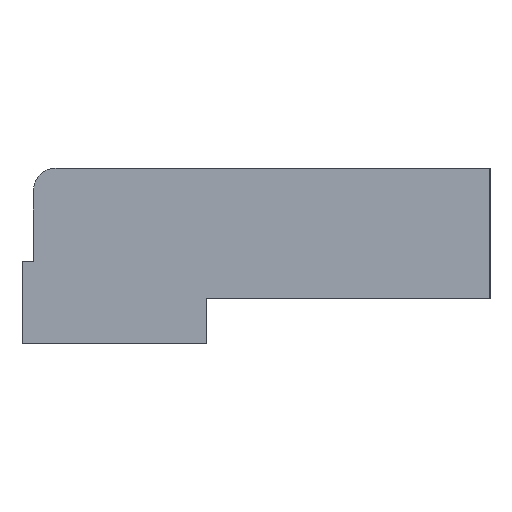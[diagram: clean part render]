
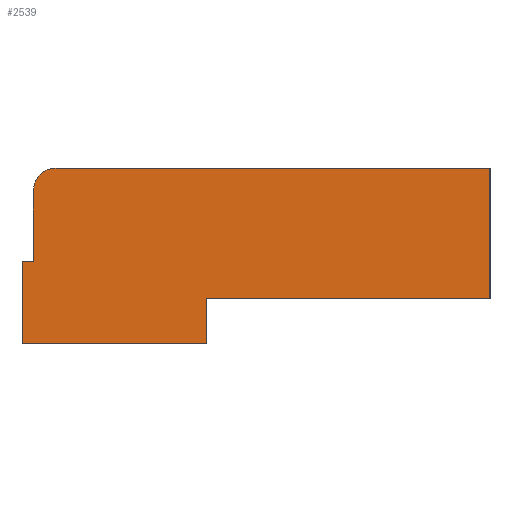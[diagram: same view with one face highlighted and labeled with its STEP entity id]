
A CAD part, left-side view. The second image highlights one B-rep face of the part: STEP entity #2539.
In plain terms, the highlighted planar face has unit normal (-1, 0, 0).
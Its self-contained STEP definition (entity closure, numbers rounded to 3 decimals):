
#2303=AXIS2_PLACEMENT_3D('Circle Axis2P3D',#2301,#2302,$) ;
#2504=AXIS2_PLACEMENT_3D('Plane Axis2P3D',#2501,#2502,#2503) ;
#333=CARTESIAN_POINT('Vertex',(-52.5,76.5,114.)) ;
#336=CARTESIAN_POINT('Line Origine',(-52.5,38.25,114.)) ;
#340=CARTESIAN_POINT('Vertex',(-52.5,0.,114.)) ;
#922=CARTESIAN_POINT('Line Origine',(-52.5,25.,91.)) ;
#926=CARTESIAN_POINT('Vertex',(-52.5,0.,91.)) ;
#928=CARTESIAN_POINT('Vertex',(-52.5,50.,91.)) ;
#962=CARTESIAN_POINT('Line Origine',(-52.5,50.,87.)) ;
#966=CARTESIAN_POINT('Vertex',(-52.5,50.,83.)) ;
#993=CARTESIAN_POINT('Line Origine',(-52.5,81.5,97.5)) ;
#997=CARTESIAN_POINT('Vertex',(-52.5,82.5,97.5)) ;
#999=CARTESIAN_POINT('Vertex',(-52.5,80.5,97.5)) ;
#2298=CARTESIAN_POINT('Vertex',(-52.5,80.5,110.)) ;
#2301=CARTESIAN_POINT('Axis2P3D Location',(-52.5,76.5,110.)) ;
#2501=CARTESIAN_POINT('Axis2P3D Location',(-52.5,0.,0.)) ;
#2506=CARTESIAN_POINT('Line Origine',(-52.5,80.5,103.75)) ;
#2511=CARTESIAN_POINT('Line Origine',(-52.5,82.5,90.25)) ;
#2515=CARTESIAN_POINT('Vertex',(-52.5,82.5,83.)) ;
#2518=CARTESIAN_POINT('Line Origine',(-52.5,66.25,83.)) ;
#2523=CARTESIAN_POINT('Line Origine',(-52.5,0.,102.5)) ;
#337=DIRECTION('Vector Direction',(0.,-1.,0.)) ;
#923=DIRECTION('Vector Direction',(0.,1.,0.)) ;
#963=DIRECTION('Vector Direction',(0.,0.,-1.)) ;
#994=DIRECTION('Vector Direction',(0.,-1.,0.)) ;
#2302=DIRECTION('Axis2P3D Direction',(1.,0.,0.)) ;
#2502=DIRECTION('Axis2P3D Direction',(1.,0.,0.)) ;
#2503=DIRECTION('Axis2P3D XDirection',(0.,1.,0.)) ;
#2507=DIRECTION('Vector Direction',(0.,0.,1.)) ;
#2512=DIRECTION('Vector Direction',(0.,0.,1.)) ;
#2519=DIRECTION('Vector Direction',(0.,1.,0.)) ;
#2524=DIRECTION('Vector Direction',(0.,0.,-1.)) ;
#338=VECTOR('Line Direction',#337,1.) ;
#924=VECTOR('Line Direction',#923,1.) ;
#964=VECTOR('Line Direction',#963,1.) ;
#995=VECTOR('Line Direction',#994,1.) ;
#2508=VECTOR('Line Direction',#2507,1.) ;
#2513=VECTOR('Line Direction',#2512,1.) ;
#2520=VECTOR('Line Direction',#2519,1.) ;
#2525=VECTOR('Line Direction',#2524,1.) ;
#2529=ORIENTED_EDGE('',*,*,#342,.F.) ;
#2530=ORIENTED_EDGE('',*,*,#2305,.F.) ;
#2531=ORIENTED_EDGE('',*,*,#2510,.F.) ;
#2532=ORIENTED_EDGE('',*,*,#1001,.F.) ;
#2533=ORIENTED_EDGE('',*,*,#2517,.F.) ;
#2534=ORIENTED_EDGE('',*,*,#2522,.F.) ;
#2535=ORIENTED_EDGE('',*,*,#968,.F.) ;
#2536=ORIENTED_EDGE('',*,*,#930,.F.) ;
#2537=ORIENTED_EDGE('',*,*,#2527,.F.) ;
#2539=ADVANCED_FACE('Basetta superiore',(#2538),#2505,.F.) ;
#2304=CIRCLE('generated circle',#2303,4.) ;
#342=EDGE_CURVE('',#334,#341,#339,.T.) ;
#930=EDGE_CURVE('',#927,#929,#925,.T.) ;
#968=EDGE_CURVE('',#929,#967,#965,.T.) ;
#1001=EDGE_CURVE('',#998,#1000,#996,.T.) ;
#2305=EDGE_CURVE('',#2299,#334,#2304,.T.) ;
#2510=EDGE_CURVE('',#1000,#2299,#2509,.T.) ;
#2517=EDGE_CURVE('',#2516,#998,#2514,.T.) ;
#2522=EDGE_CURVE('',#967,#2516,#2521,.T.) ;
#2527=EDGE_CURVE('',#341,#927,#2526,.T.) ;
#2528=EDGE_LOOP('',(#2529,#2530,#2531,#2532,#2533,#2534,#2535,#2536,#2537)) ;
#2538=FACE_OUTER_BOUND('',#2528,.T.) ;
#339=LINE('Line',#336,#338) ;
#925=LINE('Line',#922,#924) ;
#965=LINE('Line',#962,#964) ;
#996=LINE('Line',#993,#995) ;
#2509=LINE('Line',#2506,#2508) ;
#2514=LINE('Line',#2511,#2513) ;
#2521=LINE('Line',#2518,#2520) ;
#2526=LINE('Line',#2523,#2525) ;
#2505=PLANE('',#2504) ;
#334=VERTEX_POINT('',#333) ;
#341=VERTEX_POINT('',#340) ;
#927=VERTEX_POINT('',#926) ;
#929=VERTEX_POINT('',#928) ;
#967=VERTEX_POINT('',#966) ;
#998=VERTEX_POINT('',#997) ;
#1000=VERTEX_POINT('',#999) ;
#2299=VERTEX_POINT('',#2298) ;
#2516=VERTEX_POINT('',#2515) ;
